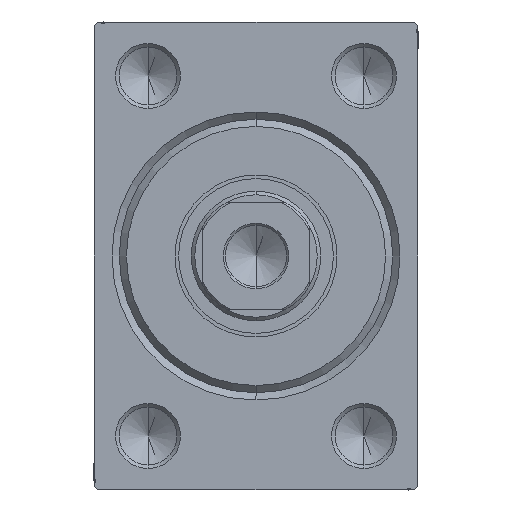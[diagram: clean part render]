
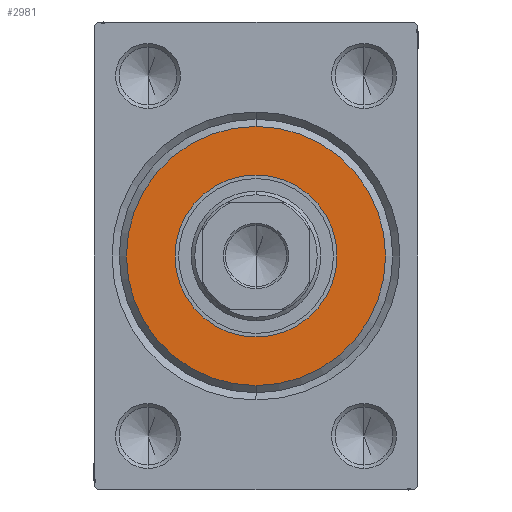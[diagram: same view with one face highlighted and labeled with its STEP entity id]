
A CAD part, left-side view. The second image highlights one B-rep face of the part: STEP entity #2981.
In plain terms, the highlighted face is planar.
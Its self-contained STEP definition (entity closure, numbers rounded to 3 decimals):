
#940 = CARTESIAN_POINT ( 'NONE',  ( 3., 0., 18. ) ) ;
#2142 = DIRECTION ( 'NONE',  ( 0., 0., -1. ) ) ;
#2923 = DIRECTION ( 'NONE',  ( 1., 0., 0. ) ) ;
#2981 = ADVANCED_FACE ( 'NONE', ( #16271, #5507 ), #9329, .T. ) ;
#4684 = VERTEX_POINT ( 'NONE', #15244 ) ;
#5507 = FACE_BOUND ( 'NONE', #27645, .T. ) ;
#5638 = DIRECTION ( 'NONE',  ( 0., 0., -1. ) ) ;
#5755 = DIRECTION ( 'NONE',  ( 0., 0., -1. ) ) ;
#8644 = CARTESIAN_POINT ( 'NONE',  ( 3., 0., 0. ) ) ;
#9238 = CARTESIAN_POINT ( 'NONE',  ( 3., 0., 0. ) ) ;
#9329 = PLANE ( 'NONE',  #41141 ) ;
#10933 = ORIENTED_EDGE ( 'NONE', *, *, #26099, .F. ) ;
#13479 = CIRCLE ( 'NONE', #38553, 18. ) ;
#14714 = CIRCLE ( 'NONE', #17566, 11.25 ) ;
#14934 = ORIENTED_EDGE ( 'NONE', *, *, #41985, .F. ) ;
#15244 = CARTESIAN_POINT ( 'NONE',  ( 3., 0., -18. ) ) ;
#16017 = DIRECTION ( 'NONE',  ( 0., 0., -1. ) ) ;
#16130 = VERTEX_POINT ( 'NONE', #23137 ) ;
#16271 = FACE_OUTER_BOUND ( 'NONE', #34541, .T. ) ;
#17566 = AXIS2_PLACEMENT_3D ( 'NONE', #40333, #22874, #24359 ) ;
#17573 = ORIENTED_EDGE ( 'NONE', *, *, #33693, .T. ) ;
#17717 = VERTEX_POINT ( 'NONE', #940 ) ;
#19300 = CIRCLE ( 'NONE', #25048, 11.25 ) ;
#19860 = CARTESIAN_POINT ( 'NONE',  ( 3., 0., 0. ) ) ;
#22874 = DIRECTION ( 'NONE',  ( 1., 0., 0. ) ) ;
#23137 = CARTESIAN_POINT ( 'NONE',  ( 3., 0., -11.25 ) ) ;
#23928 = CARTESIAN_POINT ( 'NONE',  ( 3., 0., 0. ) ) ;
#24359 = DIRECTION ( 'NONE',  ( 0., 0., -1. ) ) ;
#25048 = AXIS2_PLACEMENT_3D ( 'NONE', #9238, #2923, #5638 ) ;
#25479 = ORIENTED_EDGE ( 'NONE', *, *, #40603, .T. ) ;
#25726 = CIRCLE ( 'NONE', #35036, 18. ) ;
#26099 = EDGE_CURVE ( 'NONE', #16130, #26543, #14714, .T. ) ;
#26543 = VERTEX_POINT ( 'NONE', #29858 ) ;
#27645 = EDGE_LOOP ( 'NONE', ( #10933, #14934 ) ) ;
#29858 = CARTESIAN_POINT ( 'NONE',  ( 3., 0., 11.25 ) ) ;
#30207 = DIRECTION ( 'NONE',  ( 1., 0., 0. ) ) ;
#33101 = DIRECTION ( 'NONE',  ( 1., 0., 0. ) ) ;
#33693 = EDGE_CURVE ( 'NONE', #4684, #17717, #13479, .T. ) ;
#34541 = EDGE_LOOP ( 'NONE', ( #25479, #17573 ) ) ;
#35036 = AXIS2_PLACEMENT_3D ( 'NONE', #8644, #36229, #16017 ) ;
#36229 = DIRECTION ( 'NONE',  ( 1., 0., 0. ) ) ;
#38553 = AXIS2_PLACEMENT_3D ( 'NONE', #23928, #30207, #5755 ) ;
#40333 = CARTESIAN_POINT ( 'NONE',  ( 3., 0., 0. ) ) ;
#40603 = EDGE_CURVE ( 'NONE', #17717, #4684, #25726, .T. ) ;
#41141 = AXIS2_PLACEMENT_3D ( 'NONE', #19860, #33101, #2142 ) ;
#41985 = EDGE_CURVE ( 'NONE', #26543, #16130, #19300, .T. ) ;
